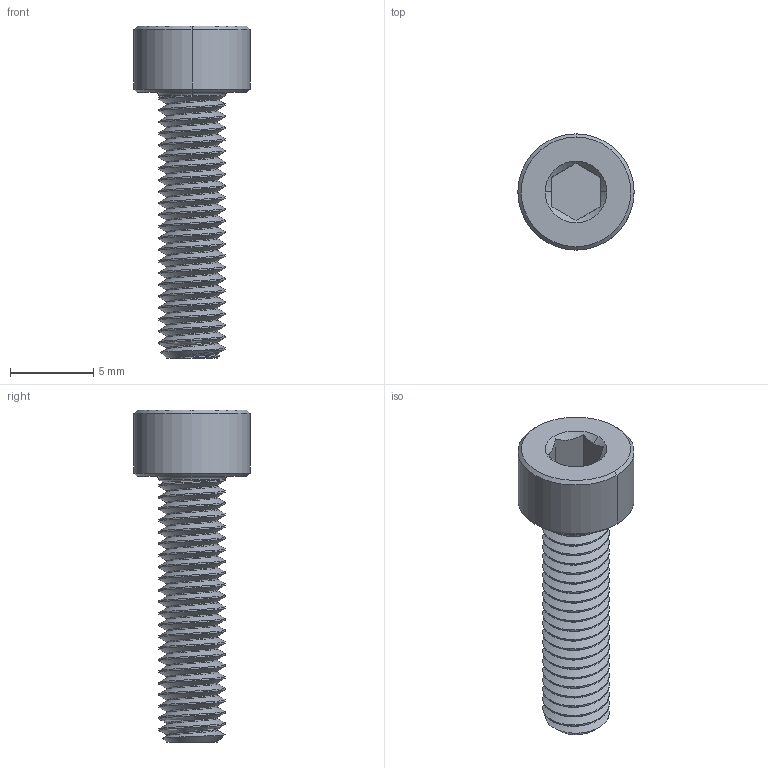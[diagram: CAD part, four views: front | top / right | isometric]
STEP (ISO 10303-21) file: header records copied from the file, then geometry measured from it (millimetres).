
FILE_DESCRIPTION (( 'STEP AP203' ), '1' );
FILE_NAME ('91290A154_Alloy Steel Socket Head Screw.STEP', '2025-07-16T13:29:38', ( 'Administrator' ), ( 'Managed by Terraform' ), 'SwSTEP 2.0', 'SolidWorks 2017', '' );
FILE_SCHEMA (( 'CONFIG_CONTROL_DESIGN' ));
Length unit declared in the file: millimetre
Products named in the file (1): 91290A154_Alloy Steel Socket Head Screw
Bounding box: 7 x 7 x 20 mm (x, y, z)
Volume: 288.9 mm3; surface area: 493.6 mm2
Topology: 1 solids, 1 shells, 72 faces, 195 edges, 127 vertices
Faces by surface type: cylinder 47, cone 10, plane 10, bspline 3, torus 2
Entity records: 4943 total; most frequent: CARTESIAN_POINT 3350, ORIENTED_EDGE 390, DIRECTION 250, EDGE_CURVE 195, VERTEX_POINT 127, AXIS2_PLACEMENT_3D 92, EDGE_LOOP 74, ADVANCED_FACE 72
